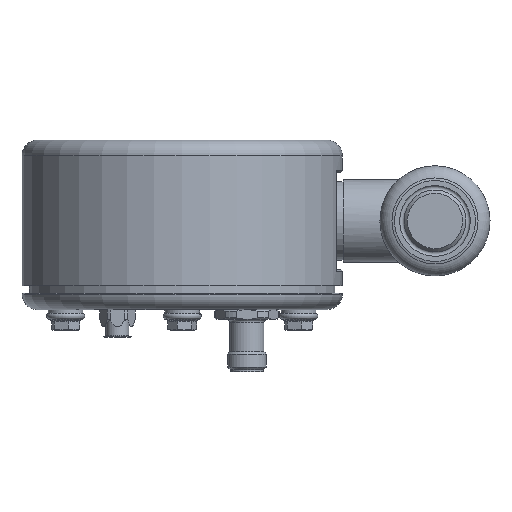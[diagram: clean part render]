
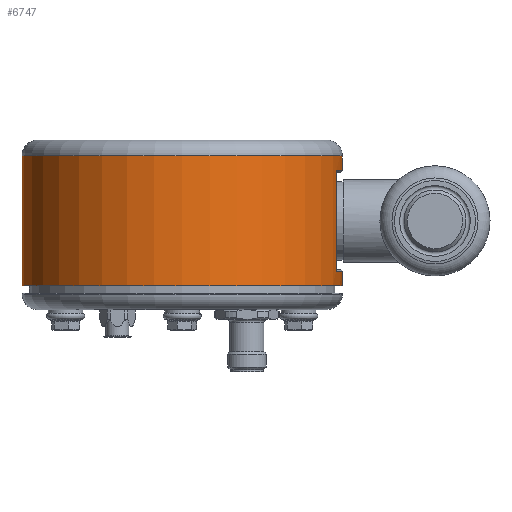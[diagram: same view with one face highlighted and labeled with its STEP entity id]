
A CAD part, left-side view. The second image highlights one B-rep face of the part: STEP entity #6747.
In plain terms, the highlighted cylindrical face has radius 49.5 mm (diameter 99 mm), a full revolution.
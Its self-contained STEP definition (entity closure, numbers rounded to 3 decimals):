
#744=FACE_OUTER_BOUND('',#1156,.T.);
#1156=EDGE_LOOP('',(#4771,#4772,#4773,#4774,#4775,#4776,#4777,#4778,#4779,
#4780,#4781,#4782,#4783));
#1587=CIRCLE('',#7298,49.5);
#1588=CIRCLE('',#7299,49.5);
#1598=CIRCLE('',#7314,49.5);
#1599=CIRCLE('',#7315,49.5);
#1600=CIRCLE('',#7316,49.5);
#1601=CIRCLE('',#7317,49.5);
#1602=CIRCLE('',#7318,49.5);
#1928=LINE('',#10597,#2309);
#1929=LINE('',#10601,#2310);
#1930=LINE('',#10604,#2311);
#1931=LINE('',#10608,#2312);
#2309=VECTOR('',#8403,49.5);
#2310=VECTOR('',#8406,10.);
#2311=VECTOR('',#8409,49.5);
#2312=VECTOR('',#8412,10.);
#2758=VERTEX_POINT('',#10569);
#2759=VERTEX_POINT('',#10570);
#2766=VERTEX_POINT('',#10594);
#2767=VERTEX_POINT('',#10596);
#2768=VERTEX_POINT('',#10598);
#2769=VERTEX_POINT('',#10600);
#2770=VERTEX_POINT('',#10602);
#2771=VERTEX_POINT('',#10605);
#2772=VERTEX_POINT('',#10607);
#3492=EDGE_CURVE('',#2758,#2759,#1587,.T.);
#3493=EDGE_CURVE('',#2759,#2758,#1588,.T.);
#3504=EDGE_CURVE('',#2766,#2766,#1598,.T.);
#3505=EDGE_CURVE('',#2766,#2767,#1928,.T.);
#3506=EDGE_CURVE('',#2768,#2767,#1599,.T.);
#3507=EDGE_CURVE('',#2768,#2769,#1929,.T.);
#3508=EDGE_CURVE('',#2770,#2769,#1600,.T.);
#3509=EDGE_CURVE('',#2770,#2758,#1930,.T.);
#3510=EDGE_CURVE('',#2771,#2770,#1601,.T.);
#3511=EDGE_CURVE('',#2771,#2772,#1931,.T.);
#3512=EDGE_CURVE('',#2767,#2772,#1602,.T.);
#4771=ORIENTED_EDGE('',*,*,#3504,.F.);
#4772=ORIENTED_EDGE('',*,*,#3505,.T.);
#4773=ORIENTED_EDGE('',*,*,#3506,.F.);
#4774=ORIENTED_EDGE('',*,*,#3507,.T.);
#4775=ORIENTED_EDGE('',*,*,#3508,.F.);
#4776=ORIENTED_EDGE('',*,*,#3509,.T.);
#4777=ORIENTED_EDGE('',*,*,#3492,.T.);
#4778=ORIENTED_EDGE('',*,*,#3493,.T.);
#4779=ORIENTED_EDGE('',*,*,#3509,.F.);
#4780=ORIENTED_EDGE('',*,*,#3510,.F.);
#4781=ORIENTED_EDGE('',*,*,#3511,.T.);
#4782=ORIENTED_EDGE('',*,*,#3512,.F.);
#4783=ORIENTED_EDGE('',*,*,#3505,.F.);
#6176=CYLINDRICAL_SURFACE('',#7313,49.5);
#6747=ADVANCED_FACE('',(#744),#6176,.T.);
#7298=AXIS2_PLACEMENT_3D('',#10571,#8368,#8369);
#7299=AXIS2_PLACEMENT_3D('',#10572,#8370,#8371);
#7313=AXIS2_PLACEMENT_3D('',#10593,#8399,#8400);
#7314=AXIS2_PLACEMENT_3D('',#10595,#8401,#8402);
#7315=AXIS2_PLACEMENT_3D('',#10599,#8404,#8405);
#7316=AXIS2_PLACEMENT_3D('',#10603,#8407,#8408);
#7317=AXIS2_PLACEMENT_3D('',#10606,#8410,#8411);
#7318=AXIS2_PLACEMENT_3D('',#10609,#8413,#8414);
#8368=DIRECTION('center_axis',(0.,0.,
-1.));
#8369=DIRECTION('ref_axis',(0.,1.,0.));
#8370=DIRECTION('center_axis',(0.,0.,
-1.));
#8371=DIRECTION('ref_axis',(0.,1.,0.));
#8399=DIRECTION('center_axis',(0.,0.,
-1.));
#8400=DIRECTION('ref_axis',(0.,1.,0.));
#8401=DIRECTION('center_axis',(0.,0.,
-1.));
#8402=DIRECTION('ref_axis',(0.,1.,0.));
#8403=DIRECTION('',(0.,0.,1.));
#8404=DIRECTION('center_axis',(0.,0.,
1.));
#8405=DIRECTION('ref_axis',(0.,-1.,0.));
#8406=DIRECTION('',(0.,0.,1.));
#8407=DIRECTION('center_axis',(0.,0.,
-1.));
#8408=DIRECTION('ref_axis',(0.,-1.,0.));
#8409=DIRECTION('',(0.,0.,1.));
#8410=DIRECTION('center_axis',(0.,0.,
-1.));
#8411=DIRECTION('ref_axis',(0.,-1.,0.));
#8412=DIRECTION('',(0.,0.,-1.));
#8413=DIRECTION('center_axis',(0.,0.,
1.));
#8414=DIRECTION('ref_axis',(0.,-1.,0.));
#10569=CARTESIAN_POINT('',(0.,28.6,20.1));
#10570=CARTESIAN_POINT('',(49.5,78.1,20.1));
#10571=CARTESIAN_POINT('Origin',(0.,78.1,20.1));
#10572=CARTESIAN_POINT('Origin',(0.,78.1,20.1));
#10593=CARTESIAN_POINT('Origin',(0.,78.1,0.05));
#10594=CARTESIAN_POINT('',(0.,28.6,-20.));
#10595=CARTESIAN_POINT('Origin',(0.,78.1,-20.));
#10596=CARTESIAN_POINT('',(0.,28.6,-15.5));
#10597=CARTESIAN_POINT('',(0.,28.6,0.05));
#10598=CARTESIAN_POINT('',(-13.583,30.5,-15.5));
#10599=CARTESIAN_POINT('Origin',(0.,78.1,-15.5));
#10600=CARTESIAN_POINT('',(-13.583,30.5,15.5));
#10601=CARTESIAN_POINT('',(-13.583,30.5,0.05));
#10602=CARTESIAN_POINT('',(0.,28.6,15.5));
#10603=CARTESIAN_POINT('Origin',(0.,78.1,15.5));
#10604=CARTESIAN_POINT('',(0.,28.6,0.05));
#10605=CARTESIAN_POINT('',(13.583,30.5,15.5));
#10606=CARTESIAN_POINT('Origin',(0.,78.1,15.5));
#10607=CARTESIAN_POINT('',(13.583,30.5,-15.5));
#10608=CARTESIAN_POINT('',(13.583,30.5,0.05));
#10609=CARTESIAN_POINT('Origin',(0.,78.1,-15.5));
